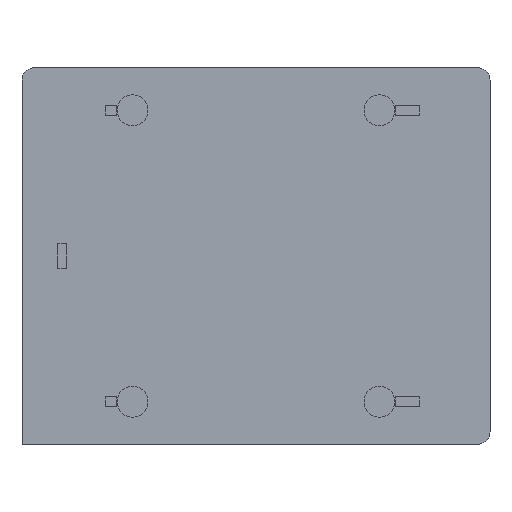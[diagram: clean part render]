
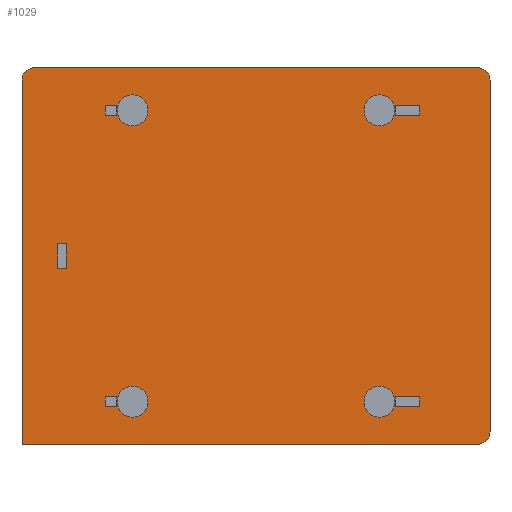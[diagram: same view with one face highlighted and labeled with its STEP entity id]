
A CAD part, front view. The second image highlights one B-rep face of the part: STEP entity #1029.
In plain terms, the highlighted planar face has unit normal (0, -1, 0).
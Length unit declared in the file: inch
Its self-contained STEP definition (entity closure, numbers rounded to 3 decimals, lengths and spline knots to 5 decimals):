
#8 = EDGE_LOOP ( 'NONE', ( #402, #1268 ) ) ;
#10 = AXIS2_PLACEMENT_3D ( 'NONE', #514, #494, #1525 ) ;
#40 = EDGE_CURVE ( 'NONE', #967, #497, #1131, .T. ) ;
#44 = VERTEX_POINT ( 'NONE', #1322 ) ;
#48 = AXIS2_PLACEMENT_3D ( 'NONE', #1465, #489, #1607 ) ;
#64 = CARTESIAN_POINT ( 'NONE',  ( -0.2, 0.017, 0.236 ) ) ;
#69 = ORIENTED_EDGE ( 'NONE', *, *, #866, .T. ) ;
#75 = DIRECTION ( 'NONE',  ( 0., 0., 1. ) ) ;
#83 = LINE ( 'NONE', #193, #1623 ) ;
#103 = DIRECTION ( 'NONE',  ( 0., -1., 0. ) ) ;
#106 = AXIS2_PLACEMENT_3D ( 'NONE', #767, #1503, #1510 ) ;
#110 = CARTESIAN_POINT ( 'NONE',  ( -0.2, 0.017, 0.261 ) ) ;
#111 = EDGE_CURVE ( 'NONE', #1010, #368, #1242, .T. ) ;
#117 = VERTEX_POINT ( 'NONE', #445 ) ;
#134 = CARTESIAN_POINT ( 'NONE',  ( 0.2, 0.017, -0.261 ) ) ;
#137 = DIRECTION ( 'NONE',  ( 0., 0., 1. ) ) ;
#148 = DIRECTION ( 'NONE',  ( 0., 0., 1. ) ) ;
#167 = LINE ( 'NONE', #789, #498 ) ;
#173 = AXIS2_PLACEMENT_3D ( 'NONE', #1076, #612, #355 ) ;
#192 = FACE_OUTER_BOUND ( 'NONE', #1134, .T. ) ;
#193 = CARTESIAN_POINT ( 'NONE',  ( -0.379, 0.017, 0.305 ) ) ;
#206 = EDGE_CURVE ( 'NONE', #117, #1065, #1266, .T. ) ;
#238 = AXIS2_PLACEMENT_3D ( 'NONE', #1061, #799, #1053 ) ;
#250 = CARTESIAN_POINT ( 'NONE',  ( -0.2, 0.017, -0.261 ) ) ;
#290 = EDGE_CURVE ( 'NONE', #368, #1010, #1003, .T. ) ;
#302 = ORIENTED_EDGE ( 'NONE', *, *, #714, .T. ) ;
#315 = LINE ( 'NONE', #1184, #654 ) ;
#316 = AXIS2_PLACEMENT_3D ( 'NONE', #1540, #404, #148 ) ;
#322 = CARTESIAN_POINT ( 'NONE',  ( 0.359, 0.017, -0.285 ) ) ;
#324 = CARTESIAN_POINT ( 'NONE',  ( 0.2, 0.017, -0.236 ) ) ;
#328 = FACE_BOUND ( 'NONE', #518, .T. ) ;
#355 = DIRECTION ( 'NONE',  ( 0., 0., 1. ) ) ;
#364 = DIRECTION ( 'NONE',  ( 0., -1., 0. ) ) ;
#365 = ORIENTED_EDGE ( 'NONE', *, *, #40, .F. ) ;
#367 = AXIS2_PLACEMENT_3D ( 'NONE', #819, #1074, #698 ) ;
#368 = VERTEX_POINT ( 'NONE', #825 ) ;
#402 = ORIENTED_EDGE ( 'NONE', *, *, #956, .F. ) ;
#404 = DIRECTION ( 'NONE',  ( 0., -1., 0. ) ) ;
#445 = CARTESIAN_POINT ( 'NONE',  ( 0.379, 0.017, 0.285 ) ) ;
#447 = DIRECTION ( 'NONE',  ( -1., 0., 0. ) ) ;
#489 = DIRECTION ( 'NONE',  ( 0., -1., 0. ) ) ;
#494 = DIRECTION ( 'NONE',  ( 0., -1., 0. ) ) ;
#497 = VERTEX_POINT ( 'NONE', #134 ) ;
#498 = VECTOR ( 'NONE', #1425, 39.37008 ) ;
#514 = CARTESIAN_POINT ( 'NONE',  ( 0.359, 0.017, 0.285 ) ) ;
#518 = EDGE_LOOP ( 'NONE', ( #997, #876 ) ) ;
#552 = CIRCLE ( 'NONE', #1602, 0.02 ) ;
#563 = CARTESIAN_POINT ( 'NONE',  ( -0.359, 0.017, 0.285 ) ) ;
#598 = PLANE ( 'NONE',  #173 ) ;
#603 = FACE_BOUND ( 'NONE', #1176, .T. ) ;
#607 = DIRECTION ( 'NONE',  ( 0., 0., 1. ) ) ;
#612 = DIRECTION ( 'NONE',  ( 0., 1., 0. ) ) ;
#637 = ORIENTED_EDGE ( 'NONE', *, *, #1477, .T. ) ;
#653 = DIRECTION ( 'NONE',  ( 0., -1., 0. ) ) ;
#654 = VECTOR ( 'NONE', #814, 39.37008 ) ;
#659 = CARTESIAN_POINT ( 'NONE',  ( 0.359, 0.017, -0.305 ) ) ;
#671 = CARTESIAN_POINT ( 'NONE',  ( -0.379, 0.017, 0.285 ) ) ;
#695 = VERTEX_POINT ( 'NONE', #659 ) ;
#698 = DIRECTION ( 'NONE',  ( 0., 0., 1. ) ) ;
#708 = FACE_BOUND ( 'NONE', #8, .T. ) ;
#714 = EDGE_CURVE ( 'NONE', #1421, #695, #167, .T. ) ;
#715 = FACE_BOUND ( 'NONE', #1160, .T. ) ;
#730 = CIRCLE ( 'NONE', #48, 0.025 ) ;
#767 = CARTESIAN_POINT ( 'NONE',  ( 0.2, 0.017, 0.236 ) ) ;
#773 = DIRECTION ( 'NONE',  ( 0., 0., 1. ) ) ;
#789 = CARTESIAN_POINT ( 'NONE',  ( -0.379, 0.017, -0.305 ) ) ;
#799 = DIRECTION ( 'NONE',  ( 0., -1., 0. ) ) ;
#807 = ORIENTED_EDGE ( 'NONE', *, *, #1583, .T. ) ;
#814 = DIRECTION ( 'NONE',  ( 0., 0., -1. ) ) ;
#819 = CARTESIAN_POINT ( 'NONE',  ( 0.2, 0.017, -0.236 ) ) ;
#825 = CARTESIAN_POINT ( 'NONE',  ( -0.2, 0.017, 0.211 ) ) ;
#834 = EDGE_CURVE ( 'NONE', #497, #967, #1338, .T. ) ;
#857 = CARTESIAN_POINT ( 'NONE',  ( 0.359, 0.017, 0.305 ) ) ;
#865 = CIRCLE ( 'NONE', #1020, 0.025 ) ;
#866 = EDGE_CURVE ( 'NONE', #1065, #1039, #83, .T. ) ;
#876 = ORIENTED_EDGE ( 'NONE', *, *, #1181, .F. ) ;
#905 = CARTESIAN_POINT ( 'NONE',  ( 0.379, 0.017, 0.305 ) ) ;
#918 = EDGE_CURVE ( 'NONE', #695, #1518, #552, .T. ) ;
#921 = VERTEX_POINT ( 'NONE', #671 ) ;
#956 = EDGE_CURVE ( 'NONE', #1196, #1418, #730, .T. ) ;
#967 = VERTEX_POINT ( 'NONE', #1211 ) ;
#985 = CARTESIAN_POINT ( 'NONE',  ( 0.379, 0.017, -0.285 ) ) ;
#997 = ORIENTED_EDGE ( 'NONE', *, *, #1351, .F. ) ;
#1003 = CIRCLE ( 'NONE', #238, 0.025 ) ;
#1005 = ORIENTED_EDGE ( 'NONE', *, *, #834, .F. ) ;
#1010 = VERTEX_POINT ( 'NONE', #110 ) ;
#1015 = CARTESIAN_POINT ( 'NONE',  ( 0.2, 0.017, 0.261 ) ) ;
#1020 = AXIS2_PLACEMENT_3D ( 'NONE', #1264, #364, #137 ) ;
#1029 = ADVANCED_FACE ( 'NONE', ( #328, #715, #708, #603, #192 ), #598, .F. ) ;
#1039 = VERTEX_POINT ( 'NONE', #1358 ) ;
#1053 = DIRECTION ( 'NONE',  ( 0., 0., 1. ) ) ;
#1061 = CARTESIAN_POINT ( 'NONE',  ( -0.2, 0.017, 0.236 ) ) ;
#1065 = VERTEX_POINT ( 'NONE', #857 ) ;
#1074 = DIRECTION ( 'NONE',  ( 0., -1., 0. ) ) ;
#1076 = CARTESIAN_POINT ( 'NONE',  ( 0., 0.017, 0. ) ) ;
#1107 = DIRECTION ( 'NONE',  ( 0., 0., 1. ) ) ;
#1110 = VERTEX_POINT ( 'NONE', #250 ) ;
#1123 = EDGE_CURVE ( 'NONE', #1418, #1196, #1544, .T. ) ;
#1131 = CIRCLE ( 'NONE', #367, 0.025 ) ;
#1134 = EDGE_LOOP ( 'NONE', ( #637, #1534, #69, #1550, #807, #302, #1475 ) ) ;
#1160 = EDGE_LOOP ( 'NONE', ( #365, #1005 ) ) ;
#1176 = EDGE_LOOP ( 'NONE', ( #1185, #1398 ) ) ;
#1181 = EDGE_CURVE ( 'NONE', #1110, #44, #865, .T. ) ;
#1184 = CARTESIAN_POINT ( 'NONE',  ( -0.379, 0.017, 0.305 ) ) ;
#1185 = ORIENTED_EDGE ( 'NONE', *, *, #111, .F. ) ;
#1196 = VERTEX_POINT ( 'NONE', #1015 ) ;
#1201 = DIRECTION ( 'NONE',  ( 0., -1., 0. ) ) ;
#1210 = CARTESIAN_POINT ( 'NONE',  ( -0.379, 0.017, -0.305 ) ) ;
#1211 = CARTESIAN_POINT ( 'NONE',  ( 0.2, 0.017, -0.211 ) ) ;
#1242 = CIRCLE ( 'NONE', #1348, 0.025 ) ;
#1264 = CARTESIAN_POINT ( 'NONE',  ( -0.2, 0.017, -0.236 ) ) ;
#1266 = CIRCLE ( 'NONE', #10, 0.02 ) ;
#1268 = ORIENTED_EDGE ( 'NONE', *, *, #1123, .F. ) ;
#1281 = CIRCLE ( 'NONE', #1521, 0.02 ) ;
#1322 = CARTESIAN_POINT ( 'NONE',  ( -0.2, 0.017, -0.211 ) ) ;
#1330 = CARTESIAN_POINT ( 'NONE',  ( 0.2, 0.017, 0.211 ) ) ;
#1338 = CIRCLE ( 'NONE', #1571, 0.025 ) ;
#1348 = AXIS2_PLACEMENT_3D ( 'NONE', #64, #1448, #1569 ) ;
#1351 = EDGE_CURVE ( 'NONE', #44, #1110, #1473, .T. ) ;
#1357 = EDGE_CURVE ( 'NONE', #1039, #921, #1281, .T. ) ;
#1358 = CARTESIAN_POINT ( 'NONE',  ( -0.359, 0.017, 0.305 ) ) ;
#1398 = ORIENTED_EDGE ( 'NONE', *, *, #290, .F. ) ;
#1418 = VERTEX_POINT ( 'NONE', #1330 ) ;
#1421 = VERTEX_POINT ( 'NONE', #1210 ) ;
#1425 = DIRECTION ( 'NONE',  ( 1., 0., 0. ) ) ;
#1448 = DIRECTION ( 'NONE',  ( 0., -1., 0. ) ) ;
#1465 = CARTESIAN_POINT ( 'NONE',  ( 0.2, 0.017, 0.236 ) ) ;
#1473 = CIRCLE ( 'NONE', #316, 0.025 ) ;
#1475 = ORIENTED_EDGE ( 'NONE', *, *, #918, .T. ) ;
#1477 = EDGE_CURVE ( 'NONE', #1518, #117, #1499, .T. ) ;
#1499 = LINE ( 'NONE', #905, #1547 ) ;
#1503 = DIRECTION ( 'NONE',  ( 0., -1., 0. ) ) ;
#1510 = DIRECTION ( 'NONE',  ( 0., 0., 1. ) ) ;
#1518 = VERTEX_POINT ( 'NONE', #985 ) ;
#1521 = AXIS2_PLACEMENT_3D ( 'NONE', #563, #653, #773 ) ;
#1525 = DIRECTION ( 'NONE',  ( 0., 0., 1. ) ) ;
#1534 = ORIENTED_EDGE ( 'NONE', *, *, #206, .T. ) ;
#1540 = CARTESIAN_POINT ( 'NONE',  ( -0.2, 0.017, -0.236 ) ) ;
#1544 = CIRCLE ( 'NONE', #106, 0.025 ) ;
#1547 = VECTOR ( 'NONE', #1107, 39.37008 ) ;
#1550 = ORIENTED_EDGE ( 'NONE', *, *, #1357, .T. ) ;
#1569 = DIRECTION ( 'NONE',  ( 0., 0., 1. ) ) ;
#1571 = AXIS2_PLACEMENT_3D ( 'NONE', #324, #103, #607 ) ;
#1583 = EDGE_CURVE ( 'NONE', #921, #1421, #315, .T. ) ;
#1602 = AXIS2_PLACEMENT_3D ( 'NONE', #322, #1201, #75 ) ;
#1607 = DIRECTION ( 'NONE',  ( 0., 0., 1. ) ) ;
#1623 = VECTOR ( 'NONE', #447, 39.37008 ) ;
